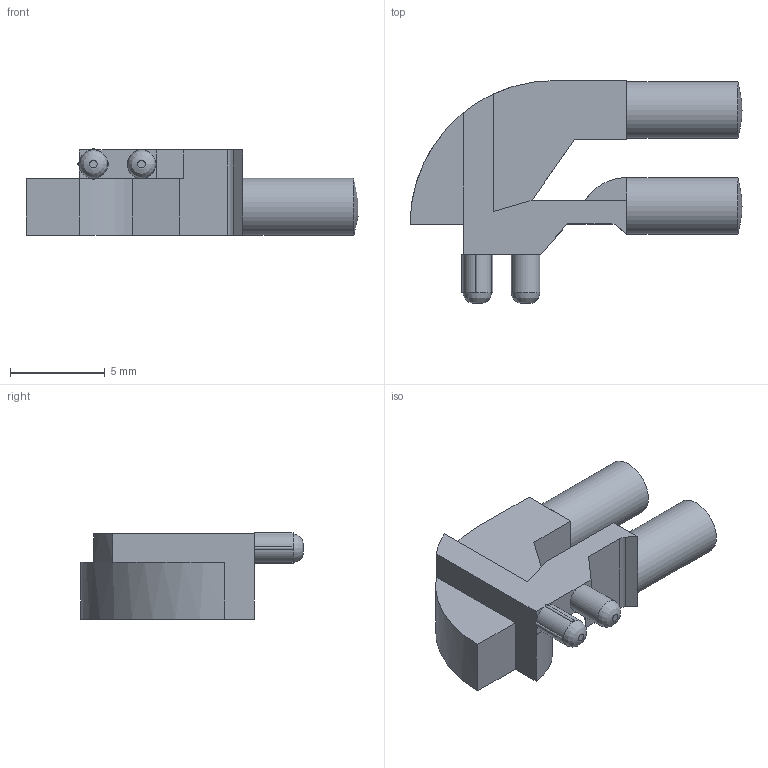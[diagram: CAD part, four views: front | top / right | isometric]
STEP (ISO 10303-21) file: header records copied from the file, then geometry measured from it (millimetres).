
FILE_DESCRIPTION((''),'2;1');
FILE_NAME('LPF-C012303S.stp','2013-01-10T09:31:20',('Adamb'),(''),'Autodesk Inventor 2010','Autodesk Inventor 2010','');
FILE_SCHEMA(('AUTOMOTIVE_DESIGN { 1 0 10303 214 1 1 1 1 }'));
Length unit declared in the file: millimetre
Products named in the file (1): LPF-C012303S
Bounding box: 17.5 x 11.75 x 4.57 mm (x, y, z)
Volume: 322.5 mm3; surface area: 463.5 mm2
Topology: 1 solids, 1 shells, 56 faces, 135 edges, 81 vertices
Faces by surface type: plane 37, cylinder 15, bspline 2, sphere 2
Full cylindrical faces by diameter (mm): 1.5 x1, 3 x2
Entity records: 1665 total; most frequent: CARTESIAN_POINT 350, DIRECTION 285, ORIENTED_EDGE 254, EDGE_CURVE 127, AXIS2_PLACEMENT_3D 103, VECTOR 79, LINE 79, VERTEX_POINT 78
